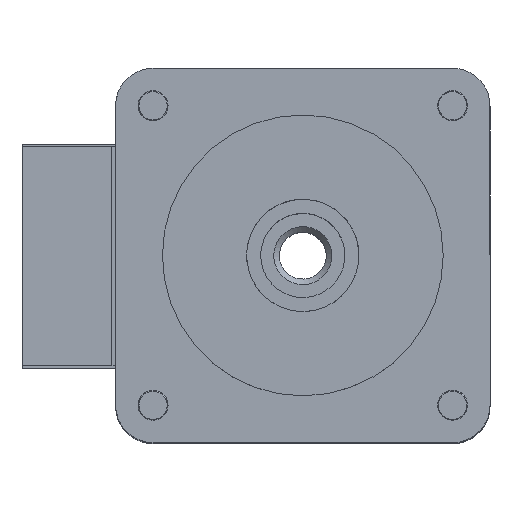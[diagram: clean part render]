
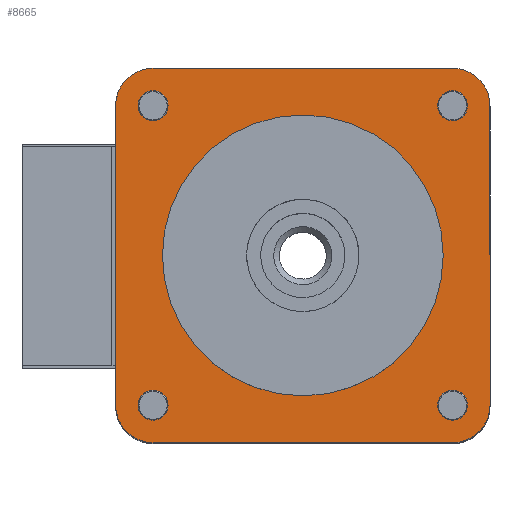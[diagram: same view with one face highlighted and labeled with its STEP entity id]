
A CAD part, top view. The second image highlights one B-rep face of the part: STEP entity #8665.
In plain terms, the highlighted planar face has unit normal (0, 0, 1).
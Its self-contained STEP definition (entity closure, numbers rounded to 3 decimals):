
#8267=CARTESIAN_POINT('',(8.8,-8.,15.65));
#8268=VERTEX_POINT('',#8267);
#8269=CARTESIAN_POINT('',(8.,-8.,15.65));
#8270=DIRECTION('',(0.0,0.0,-1.0));
#8271=DIRECTION('',(1.0,0.0,0.0));
#8272=AXIS2_PLACEMENT_3D('',#8269,#8270,#8271);
#8273=CIRCLE('',#8272,0.8);
#8274=EDGE_CURVE('',#8268,#8268,#8273,.T.);
#8287=CARTESIAN_POINT('',(-7.2,8.,15.65));
#8288=VERTEX_POINT('',#8287);
#8289=CARTESIAN_POINT('',(-8.,8.,15.65));
#8290=DIRECTION('',(0.0,0.0,-1.0));
#8291=DIRECTION('',(1.0,0.0,0.0));
#8292=AXIS2_PLACEMENT_3D('',#8289,#8290,#8291);
#8293=CIRCLE('',#8292,0.8);
#8294=EDGE_CURVE('',#8288,#8288,#8293,.T.);
#8307=CARTESIAN_POINT('',(8.8,8.,15.65));
#8308=VERTEX_POINT('',#8307);
#8309=CARTESIAN_POINT('',(8.,8.,15.65));
#8310=DIRECTION('',(0.0,0.0,-1.0));
#8311=DIRECTION('',(1.0,0.0,0.0));
#8312=AXIS2_PLACEMENT_3D('',#8309,#8310,#8311);
#8313=CIRCLE('',#8312,0.8);
#8314=EDGE_CURVE('',#8308,#8308,#8313,.T.);
#8327=CARTESIAN_POINT('',(-7.2,-8.,15.65));
#8328=VERTEX_POINT('',#8327);
#8329=CARTESIAN_POINT('',(-8.,-8.,15.65));
#8330=DIRECTION('',(0.0,0.0,-1.0));
#8331=DIRECTION('',(1.0,0.0,0.0));
#8332=AXIS2_PLACEMENT_3D('',#8329,#8330,#8331);
#8333=CIRCLE('',#8332,0.8);
#8334=EDGE_CURVE('',#8328,#8328,#8333,.T.);
#8344=CARTESIAN_POINT('',(-10.,8.,15.65));
#8345=VERTEX_POINT('',#8344);
#8346=CARTESIAN_POINT('',(-8.,10.0,15.65));
#8347=VERTEX_POINT('',#8346);
#8348=CARTESIAN_POINT('',(-8.,8.,15.65));
#8349=DIRECTION('',(0.0,0.0,-1.0));
#8350=DIRECTION('',(-0.707,0.707,0.0));
#8351=AXIS2_PLACEMENT_3D('',#8348,#8349,#8350);
#8352=CIRCLE('',#8351,2.0);
#8353=EDGE_CURVE('',#8345,#8347,#8352,.T.);
#8395=CARTESIAN_POINT('',(-10.0,-8.,15.65));
#8396=VERTEX_POINT('',#8395);
#8403=CARTESIAN_POINT('',(-10.,8.,15.65));
#8404=DIRECTION('',(0.0,-1.0,0.0));
#8405=VECTOR('',#8404,16.);
#8406=LINE('',#8403,#8405);
#8407=EDGE_CURVE('',#8345,#8396,#8406,.T.);
#8417=CARTESIAN_POINT('',(8.,10.0,15.65));
#8418=VERTEX_POINT('',#8417);
#8419=CARTESIAN_POINT('',(10.,8.,15.65));
#8420=VERTEX_POINT('',#8419);
#8421=CARTESIAN_POINT('',(8.,8.,15.65));
#8422=DIRECTION('',(0.0,0.0,-1.0));
#8423=DIRECTION('',(0.707,0.707,0.0));
#8424=AXIS2_PLACEMENT_3D('',#8421,#8422,#8423);
#8425=CIRCLE('',#8424,2.0);
#8426=EDGE_CURVE('',#8418,#8420,#8425,.T.);
#8460=CARTESIAN_POINT('',(10.,-8.,15.65));
#8461=VERTEX_POINT('',#8460);
#8462=CARTESIAN_POINT('',(10.,-8.0,15.65));
#8463=DIRECTION('',(0.0,1.0,0.0));
#8464=VECTOR('',#8463,16.0);
#8465=LINE('',#8462,#8464);
#8466=EDGE_CURVE('',#8461,#8420,#8465,.T.);
#8490=CARTESIAN_POINT('',(8.,-10.,15.65));
#8491=VERTEX_POINT('',#8490);
#8492=CARTESIAN_POINT('',(8.,-8.,15.65));
#8493=DIRECTION('',(0.0,0.0,-1.0));
#8494=DIRECTION('',(0.707,-0.707,0.0));
#8495=AXIS2_PLACEMENT_3D('',#8492,#8493,#8494);
#8496=CIRCLE('',#8495,2.0);
#8497=EDGE_CURVE('',#8461,#8491,#8496,.T.);
#8523=CARTESIAN_POINT('',(-8.,-10.0,15.65));
#8524=VERTEX_POINT('',#8523);
#8525=CARTESIAN_POINT('',(-8.,-8.,15.65));
#8526=DIRECTION('',(0.0,0.0,-1.0));
#8527=DIRECTION('',(-0.707,-0.707,0.0));
#8528=AXIS2_PLACEMENT_3D('',#8525,#8526,#8527);
#8529=CIRCLE('',#8528,2.0);
#8530=EDGE_CURVE('',#8524,#8396,#8529,.T.);
#8567=CARTESIAN_POINT('',(7.5,0.,15.65));
#8568=VERTEX_POINT('',#8567);
#8569=CARTESIAN_POINT('',(0.,0.,15.65));
#8570=DIRECTION('',(0.0,0.0,-1.0));
#8571=DIRECTION('',(-1.0,0.0,0.0));
#8572=AXIS2_PLACEMENT_3D('',#8569,#8570,#8571);
#8573=CIRCLE('',#8572,7.5);
#8574=EDGE_CURVE('',#8568,#8568,#8573,.T.);
#8597=CARTESIAN_POINT('',(-8.,-10.0,15.65));
#8598=DIRECTION('',(1.0,0.0,0.0));
#8599=VECTOR('',#8598,16.0);
#8600=LINE('',#8597,#8599);
#8601=EDGE_CURVE('',#8524,#8491,#8600,.T.);
#8619=CARTESIAN_POINT('',(8.,10.0,15.65));
#8620=DIRECTION('',(-1.0,0.0,0.0));
#8621=VECTOR('',#8620,16.0);
#8622=LINE('',#8619,#8621);
#8623=EDGE_CURVE('',#8418,#8347,#8622,.T.);
#8635=CARTESIAN_POINT('',(0.,0.,15.65));
#8636=DIRECTION('',(0.0,0.0,1.0));
#8637=DIRECTION('',(1.0,0.0,0.0));
#8638=AXIS2_PLACEMENT_3D('',#8635,#8636,#8637);
#8639=PLANE('',#8638);
#8640=ORIENTED_EDGE('',*,*,#8353,.F.);
#8641=ORIENTED_EDGE('',*,*,#8407,.T.);
#8642=ORIENTED_EDGE('',*,*,#8530,.F.);
#8643=ORIENTED_EDGE('',*,*,#8601,.T.);
#8644=ORIENTED_EDGE('',*,*,#8497,.F.);
#8645=ORIENTED_EDGE('',*,*,#8466,.T.);
#8646=ORIENTED_EDGE('',*,*,#8426,.F.);
#8647=ORIENTED_EDGE('',*,*,#8623,.T.);
#8648=EDGE_LOOP('',(#8640,#8641,#8642,#8643,#8644,#8645,#8646,#8647));
#8649=FACE_OUTER_BOUND('',#8648,.T.);
#8650=ORIENTED_EDGE('',*,*,#8274,.T.);
#8651=EDGE_LOOP('',(#8650));
#8652=FACE_BOUND('',#8651,.T.);
#8653=ORIENTED_EDGE('',*,*,#8294,.T.);
#8654=EDGE_LOOP('',(#8653));
#8655=FACE_BOUND('',#8654,.T.);
#8656=ORIENTED_EDGE('',*,*,#8314,.T.);
#8657=EDGE_LOOP('',(#8656));
#8658=FACE_BOUND('',#8657,.T.);
#8659=ORIENTED_EDGE('',*,*,#8334,.T.);
#8660=EDGE_LOOP('',(#8659));
#8661=FACE_BOUND('',#8660,.T.);
#8662=ORIENTED_EDGE('',*,*,#8574,.T.);
#8663=EDGE_LOOP('',(#8662));
#8664=FACE_BOUND('',#8663,.T.);
#8665=ADVANCED_FACE('',(#8649,#8652,#8655,#8658,#8661,#8664),#8639,.T.);
